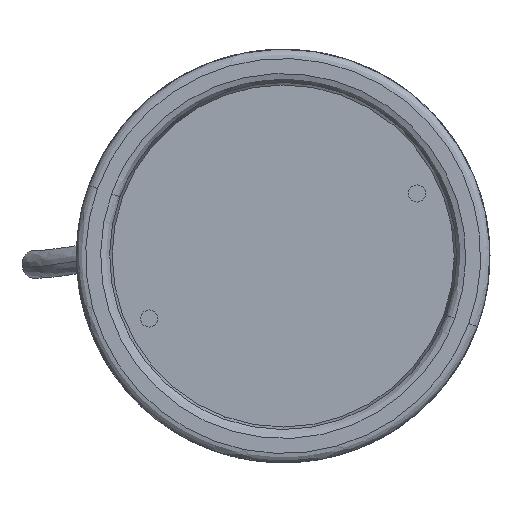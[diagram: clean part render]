
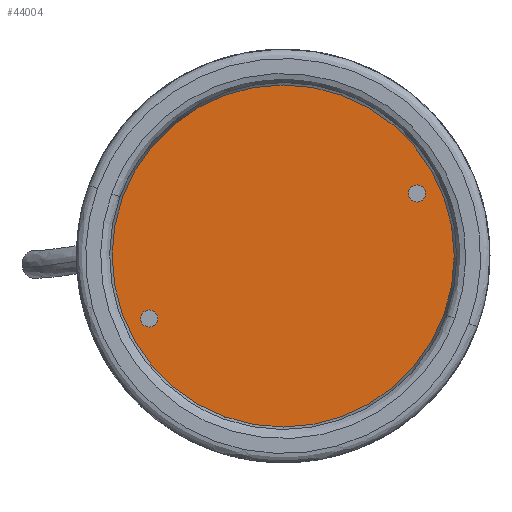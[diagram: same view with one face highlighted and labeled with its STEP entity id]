
A CAD part, front view. The second image highlights one B-rep face of the part: STEP entity #44004.
In plain terms, the highlighted planar face has unit normal (0, -1, 0).
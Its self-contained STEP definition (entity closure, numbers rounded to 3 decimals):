
#1549 = VERTEX_POINT ( 'NONE', #25993 ) ;
#1715 = DIRECTION ( 'NONE',  ( 0., -1., 0. ) ) ;
#3327 = CIRCLE ( 'NONE', #24450, 55. ) ;
#4154 = FACE_OUTER_BOUND ( 'NONE', #58603, .T. ) ;
#4434 = EDGE_LOOP ( 'NONE', ( #30887, #31578 ) ) ;
#5799 = VERTEX_POINT ( 'NONE', #23757 ) ;
#8958 = DIRECTION ( 'NONE',  ( 0., 0., -1. ) ) ;
#9553 = DIRECTION ( 'NONE',  ( 1., 0., 0. ) ) ;
#9862 = AXIS2_PLACEMENT_3D ( 'NONE', #57373, #38646, #53747 ) ;
#11617 = CARTESIAN_POINT ( 'NONE',  ( 33.588, 5.2, 33.588 ) ) ;
#12493 = CARTESIAN_POINT ( 'NONE',  ( -30.838, 5.2, -33.588 ) ) ;
#13457 = FACE_BOUND ( 'NONE', #13605, .T. ) ;
#13605 = EDGE_LOOP ( 'NONE', ( #29807, #26599 ) ) ;
#13743 = DIRECTION ( 'NONE',  ( 0., 0., 1. ) ) ;
#14997 = CIRCLE ( 'NONE', #47692, 2.75 ) ;
#17328 = ORIENTED_EDGE ( 'NONE', *, *, #43198, .T. ) ;
#20664 = DIRECTION ( 'NONE',  ( 1., 0., 0. ) ) ;
#21560 = CIRCLE ( 'NONE', #24414, 2.75 ) ;
#23110 = CARTESIAN_POINT ( 'NONE',  ( -110., 5.2, -110. ) ) ;
#23710 = CIRCLE ( 'NONE', #57407, 2.75 ) ;
#23757 = CARTESIAN_POINT ( 'NONE',  ( 36.338, 5.2, 33.588 ) ) ;
#23872 = ORIENTED_EDGE ( 'NONE', *, *, #24364, .T. ) ;
#24364 = EDGE_CURVE ( 'NONE', #1549, #32460, #3327, .T. ) ;
#24414 = AXIS2_PLACEMENT_3D ( 'NONE', #42154, #30048, #34589 ) ;
#24450 = AXIS2_PLACEMENT_3D ( 'NONE', #27014, #54157, #26109 ) ;
#24544 = CIRCLE ( 'NONE', #32275, 55. ) ;
#25993 = CARTESIAN_POINT ( 'NONE',  ( 0., 5.2, 55. ) ) ;
#26109 = DIRECTION ( 'NONE',  ( 0., 0., -1. ) ) ;
#26529 = VERTEX_POINT ( 'NONE', #12493 ) ;
#26599 = ORIENTED_EDGE ( 'NONE', *, *, #47817, .F. ) ;
#27014 = CARTESIAN_POINT ( 'NONE',  ( 0., 5.2, 0. ) ) ;
#29807 = ORIENTED_EDGE ( 'NONE', *, *, #50587, .F. ) ;
#30048 = DIRECTION ( 'NONE',  ( 0., -1., 0. ) ) ;
#30887 = ORIENTED_EDGE ( 'NONE', *, *, #57759, .F. ) ;
#31578 = ORIENTED_EDGE ( 'NONE', *, *, #44812, .F. ) ;
#31744 = CARTESIAN_POINT ( 'NONE',  ( 0., 5.2, -55. ) ) ;
#31864 = CARTESIAN_POINT ( 'NONE',  ( 0., 5.2, 0. ) ) ;
#32275 = AXIS2_PLACEMENT_3D ( 'NONE', #31864, #50251, #8958 ) ;
#32460 = VERTEX_POINT ( 'NONE', #31744 ) ;
#34589 = DIRECTION ( 'NONE',  ( 1., 0., 0. ) ) ;
#35849 = CIRCLE ( 'NONE', #9862, 2.75 ) ;
#38347 = CARTESIAN_POINT ( 'NONE',  ( 30.838, 5.2, 33.588 ) ) ;
#38646 = DIRECTION ( 'NONE',  ( 0., -1., 0. ) ) ;
#42154 = CARTESIAN_POINT ( 'NONE',  ( -33.588, 5.2, -33.588 ) ) ;
#43198 = EDGE_CURVE ( 'NONE', #32460, #1549, #24544, .T. ) ;
#44004 = ADVANCED_FACE ( 'NONE', ( #45407, #13457, #4154 ), #49646, .F. ) ;
#44812 = EDGE_CURVE ( 'NONE', #55023, #5799, #23710, .T. ) ;
#45407 = FACE_BOUND ( 'NONE', #4434, .T. ) ;
#46509 = VERTEX_POINT ( 'NONE', #48235 ) ;
#47692 = AXIS2_PLACEMENT_3D ( 'NONE', #11617, #48378, #20664 ) ;
#47817 = EDGE_CURVE ( 'NONE', #46509, #26529, #21560, .T. ) ;
#48235 = CARTESIAN_POINT ( 'NONE',  ( -36.338, 5.2, -33.588 ) ) ;
#48378 = DIRECTION ( 'NONE',  ( 0., -1., 0. ) ) ;
#49646 = PLANE ( 'NONE',  #50606 ) ;
#50251 = DIRECTION ( 'NONE',  ( 0., -1., 0. ) ) ;
#50587 = EDGE_CURVE ( 'NONE', #26529, #46509, #35849, .T. ) ;
#50606 = AXIS2_PLACEMENT_3D ( 'NONE', #23110, #55064, #13743 ) ;
#51430 = CARTESIAN_POINT ( 'NONE',  ( 33.588, 5.2, 33.588 ) ) ;
#53747 = DIRECTION ( 'NONE',  ( 1., 0., 0. ) ) ;
#54157 = DIRECTION ( 'NONE',  ( 0., -1., 0. ) ) ;
#55023 = VERTEX_POINT ( 'NONE', #38347 ) ;
#55064 = DIRECTION ( 'NONE',  ( 0., 1., 0. ) ) ;
#57373 = CARTESIAN_POINT ( 'NONE',  ( -33.588, 5.2, -33.588 ) ) ;
#57407 = AXIS2_PLACEMENT_3D ( 'NONE', #51430, #1715, #9553 ) ;
#57759 = EDGE_CURVE ( 'NONE', #5799, #55023, #14997, .T. ) ;
#58603 = EDGE_LOOP ( 'NONE', ( #17328, #23872 ) ) ;
